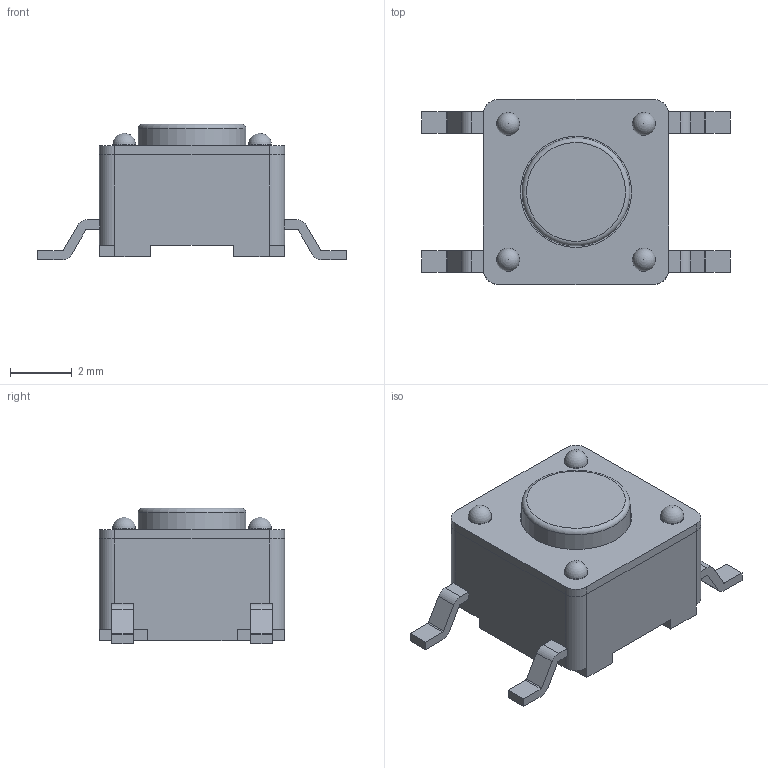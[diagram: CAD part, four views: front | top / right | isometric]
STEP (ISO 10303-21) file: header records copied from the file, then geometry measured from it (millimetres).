
FILE_DESCRIPTION((''),'2;1');
FILE_NAME('TL3301NFxxxxG.stp','2011-03-15T13:31:40',('blarson'),(''),'Autodesk Inventor 11','Autodesk Inventor 11','');
FILE_SCHEMA(('AUTOMOTIVE_DESIGN { 1 0 10303 214 1 1 1 1 }'));
Length unit declared in the file: millimetre
Products named in the file (5): D310515; TL1105CONTACTDOME; TL3301GBODY; TL1105COVER; TL3301ACTUATOR N 4_3
Assembly tree (4 placements, depth 2):
  D310515
    TL1105CONTACTDOME
    TL3301GBODY
    TL1105COVER
    TL3301ACTUATOR N 4_3
Bounding box: 10 x 6 x 4.4 mm (x, y, z)
Volume: 102.5 mm3; surface area: 381.4 mm2
Topology: 4 solids, 4 shells, 213 faces, 561 edges, 366 vertices
Faces by surface type: plane 108, cylinder 66, bspline 29, sphere 5, torus 4, cone 1
Full cylindrical faces by diameter (mm): 0.75 x8, 3.5 x1, 3.6 x1, 5 x1
Entity records: 6778 total; most frequent: CARTESIAN_POINT 1431, ORIENTED_EDGE 1072, DIRECTION 1061, EDGE_CURVE 536, VECTOR 389, LINE 389, VERTEX_POINT 361, AXIS2_PLACEMENT_3D 336
